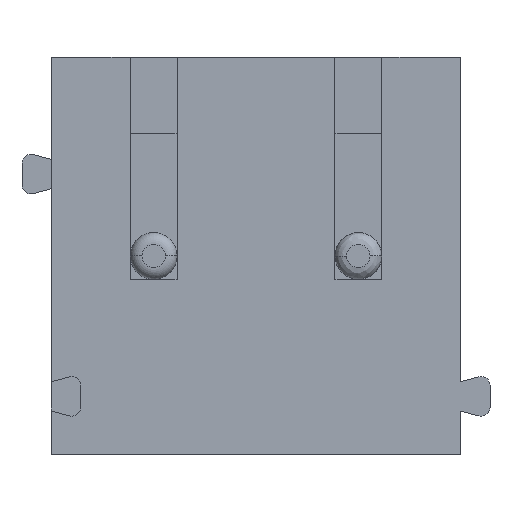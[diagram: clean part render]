
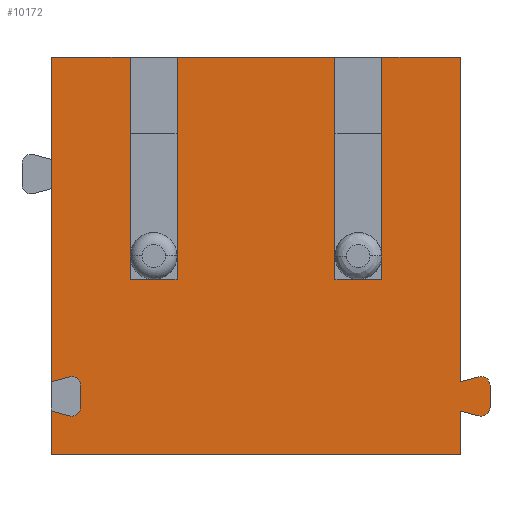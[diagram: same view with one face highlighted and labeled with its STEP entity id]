
A CAD part, front view. The second image highlights one B-rep face of the part: STEP entity #10172.
In plain terms, the highlighted planar face has unit normal (0, -1, 0).
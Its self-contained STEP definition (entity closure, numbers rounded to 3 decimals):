
#495=DIRECTION('',(1.,0.,0.));
#496=VECTOR('',#495,2.7);
#497=CARTESIAN_POINT('',(5.65,0.,0.));
#498=LINE('',#497,#496);
#502=DIRECTION('',(0.,0.,-1.));
#503=VECTOR('',#502,3.8);
#504=CARTESIAN_POINT('',(8.35,0.,0.));
#505=LINE('',#504,#503);
#509=DIRECTION('',(1.,0.,0.));
#510=VECTOR('',#509,0.8);
#511=CARTESIAN_POINT('',(8.35,0.,-3.8));
#512=LINE('',#511,#510);
#516=DIRECTION('',(1.,0.,0.));
#517=VECTOR('',#516,1.35);
#518=CARTESIAN_POINT('',(9.15,0.,0.));
#519=LINE('',#518,#517);
#523=DIRECTION('',(0.,0.,-1.));
#524=VECTOR('',#523,5.55);
#525=CARTESIAN_POINT('',(10.5,0.,0.));
#526=LINE('',#525,#524);
#530=DIRECTION('',(0.966,0.,0.259));
#531=VECTOR('',#530,0.322);
#532=CARTESIAN_POINT('',(10.5,0.,-5.55));
#533=LINE('',#532,#531);
#537=DIRECTION('',(0.,0.,-1.));
#538=VECTOR('',#537,0.377);
#539=CARTESIAN_POINT('',(11.,0.,-5.612));
#540=LINE('',#539,#538);
#544=DIRECTION('',(-0.966,0.,0.259));
#545=VECTOR('',#544,0.322);
#546=CARTESIAN_POINT('',(10.811,0.,-6.133));
#547=LINE('',#546,#545);
#551=DIRECTION('',(0.,0.,-1.));
#552=VECTOR('',#551,0.75);
#553=CARTESIAN_POINT('',(10.5,0.,-6.05));
#554=LINE('',#553,#552);
#558=DIRECTION('',(-1.,0.,0.));
#559=VECTOR('',#558,7.);
#560=CARTESIAN_POINT('',(10.5,0.,-6.8));
#561=LINE('',#560,#559);
#565=DIRECTION('',(0.966,0.,-0.259));
#566=VECTOR('',#565,0.322);
#567=CARTESIAN_POINT('',(3.5,0.,-6.05));
#568=LINE('',#567,#566);
#572=DIRECTION('',(0.,0.,1.));
#573=VECTOR('',#572,0.377);
#574=CARTESIAN_POINT('',(4.,0.,-5.988));
#575=LINE('',#574,#573);
#579=DIRECTION('',(-0.966,0.,-0.259));
#580=VECTOR('',#579,0.322);
#581=CARTESIAN_POINT('',(3.811,0.,-5.467));
#582=LINE('',#581,#580);
#586=DIRECTION('',(1.,0.,0.));
#587=VECTOR('',#586,1.35);
#588=CARTESIAN_POINT('',(3.5,0.,0.));
#589=LINE('',#588,#587);
#593=DIRECTION('',(0.,0.,-1.));
#594=VECTOR('',#593,3.8);
#595=CARTESIAN_POINT('',(4.85,0.,0.));
#596=LINE('',#595,#594);
#600=DIRECTION('',(1.,0.,0.));
#601=VECTOR('',#600,0.4);
#602=CARTESIAN_POINT('',(4.85,0.,-3.8));
#603=LINE('',#602,#601);
#607=DIRECTION('',(1.,0.,0.));
#608=VECTOR('',#607,0.4);
#609=CARTESIAN_POINT('',(5.25,0.,-3.8));
#610=LINE('',#609,#608);
#2557=CARTESIAN_POINT('',(10.85,0.,-5.612));
#2558=DIRECTION('',(0.,-1.,0.));
#2559=DIRECTION('',(1.,0.,0.));
#2560=AXIS2_PLACEMENT_3D('',#2557,#2558,#2559);
#2586=CARTESIAN_POINT('',(10.85,0.,-5.988));
#2587=DIRECTION('',(0.,-1.,0.));
#2588=DIRECTION('',(-0.259,0.,-0.966));
#2589=AXIS2_PLACEMENT_3D('',#2586,#2587,#2588);
#7061=DIRECTION('',(0.,0.,-1.));
#7062=VECTOR('',#7061,0.75);
#7063=CARTESIAN_POINT('',(3.5,0.,-6.05));
#7064=LINE('',#7063,#7062);
#7147=DIRECTION('',(0.,0.,-1.));
#7148=VECTOR('',#7147,5.55);
#7149=CARTESIAN_POINT('',(3.5,0.,0.));
#7150=LINE('',#7149,#7148);
#7198=CARTESIAN_POINT('',(3.85,0.,-5.988));
#7199=DIRECTION('',(0.,1.,0.));
#7200=DIRECTION('',(1.,0.,0.));
#7201=AXIS2_PLACEMENT_3D('',#7198,#7199,#7200);
#7220=CARTESIAN_POINT('',(3.85,0.,-5.612));
#7221=DIRECTION('',(0.,1.,0.));
#7222=DIRECTION('',(-0.259,0.,0.966));
#7223=AXIS2_PLACEMENT_3D('',#7220,#7221,#7222);
#7316=DIRECTION('',(0.,0.,-1.));
#7317=VECTOR('',#7316,3.8);
#7318=CARTESIAN_POINT('',(9.15,0.,0.));
#7319=LINE('',#7318,#7317);
#7556=DIRECTION('',(0.,0.,-1.));
#7557=VECTOR('',#7556,3.8);
#7558=CARTESIAN_POINT('',(5.65,0.,0.));
#7559=LINE('',#7558,#7557);
#8348=CARTESIAN_POINT('',(10.5,0.,-6.8));
#8349=CARTESIAN_POINT('',(3.5,0.,-6.8));
#8350=VERTEX_POINT('',#8348);
#8351=VERTEX_POINT('',#8349);
#8352=CARTESIAN_POINT('',(5.65,0.,0.));
#8353=CARTESIAN_POINT('',(8.35,0.,0.));
#8354=VERTEX_POINT('',#8352);
#8355=VERTEX_POINT('',#8353);
#8356=CARTESIAN_POINT('',(8.35,0.,-3.8));
#8357=VERTEX_POINT('',#8356);
#8358=CARTESIAN_POINT('',(9.15,0.,-3.8));
#8359=VERTEX_POINT('',#8358);
#8360=CARTESIAN_POINT('',(9.15,0.,0.));
#8361=VERTEX_POINT('',#8360);
#8362=CARTESIAN_POINT('',(10.5,0.,0.));
#8363=VERTEX_POINT('',#8362);
#8364=CARTESIAN_POINT('',(10.5,0.,-5.55));
#8365=VERTEX_POINT('',#8364);
#8366=CARTESIAN_POINT('',(10.811,0.,-5.467));
#8367=VERTEX_POINT('',#8366);
#8368=CARTESIAN_POINT('',(11.,0.,-5.612));
#8369=CARTESIAN_POINT('',(11.,0.,-5.988));
#8370=VERTEX_POINT('',#8368);
#8371=VERTEX_POINT('',#8369);
#8372=CARTESIAN_POINT('',(10.811,0.,-6.133));
#8373=CARTESIAN_POINT('',(10.5,0.,-6.05));
#8374=VERTEX_POINT('',#8372);
#8375=VERTEX_POINT('',#8373);
#8376=CARTESIAN_POINT('',(3.5,0.,-6.05));
#8377=VERTEX_POINT('',#8376);
#8378=CARTESIAN_POINT('',(3.811,0.,-6.133));
#8379=VERTEX_POINT('',#8378);
#8380=CARTESIAN_POINT('',(4.,0.,-5.988));
#8381=CARTESIAN_POINT('',(4.,0.,-5.612));
#8382=VERTEX_POINT('',#8380);
#8383=VERTEX_POINT('',#8381);
#8384=CARTESIAN_POINT('',(3.811,0.,-5.467));
#8385=CARTESIAN_POINT('',(3.5,0.,-5.55));
#8386=VERTEX_POINT('',#8384);
#8387=VERTEX_POINT('',#8385);
#8388=CARTESIAN_POINT('',(3.5,0.,0.));
#8389=VERTEX_POINT('',#8388);
#8390=CARTESIAN_POINT('',(4.85,0.,0.));
#8391=VERTEX_POINT('',#8390);
#8392=CARTESIAN_POINT('',(4.85,0.,-3.8));
#8393=VERTEX_POINT('',#8392);
#8394=CARTESIAN_POINT('',(5.25,0.,-3.8));
#8395=VERTEX_POINT('',#8394);
#8396=CARTESIAN_POINT('',(5.65,0.,-3.8));
#8397=VERTEX_POINT('',#8396);
#10116=CARTESIAN_POINT('',(0.25,0.,-3.4));
#10117=DIRECTION('',(0.,1.,0.));
#10118=DIRECTION('',(0.,0.,1.));
#10119=AXIS2_PLACEMENT_3D('',#10116,#10117,#10118);
#10120=PLANE('',#10119);
#10122=ORIENTED_EDGE('',*,*,#10121,.T.);
#10124=ORIENTED_EDGE('',*,*,#10123,.T.);
#10126=ORIENTED_EDGE('',*,*,#10125,.T.);
#10128=ORIENTED_EDGE('',*,*,#10127,.F.);
#10130=ORIENTED_EDGE('',*,*,#10129,.T.);
#10132=ORIENTED_EDGE('',*,*,#10131,.T.);
#10134=ORIENTED_EDGE('',*,*,#10133,.T.);
#10136=ORIENTED_EDGE('',*,*,#10135,.F.);
#10138=ORIENTED_EDGE('',*,*,#10137,.T.);
#10140=ORIENTED_EDGE('',*,*,#10139,.F.);
#10142=ORIENTED_EDGE('',*,*,#10141,.T.);
#10144=ORIENTED_EDGE('',*,*,#10143,.T.);
#10145=ORIENTED_EDGE('',*,*,#10106,.T.);
#10147=ORIENTED_EDGE('',*,*,#10146,.F.);
#10149=ORIENTED_EDGE('',*,*,#10148,.T.);
#10151=ORIENTED_EDGE('',*,*,#10150,.F.);
#10153=ORIENTED_EDGE('',*,*,#10152,.T.);
#10155=ORIENTED_EDGE('',*,*,#10154,.F.);
#10157=ORIENTED_EDGE('',*,*,#10156,.T.);
#10159=ORIENTED_EDGE('',*,*,#10158,.F.);
#10161=ORIENTED_EDGE('',*,*,#10160,.T.);
#10163=ORIENTED_EDGE('',*,*,#10162,.T.);
#10165=ORIENTED_EDGE('',*,*,#10164,.T.);
#10167=ORIENTED_EDGE('',*,*,#10166,.T.);
#10169=ORIENTED_EDGE('',*,*,#10168,.F.);
#10170=EDGE_LOOP('',(#10122,#10124,#10126,#10128,#10130,#10132,#10134,#10136,
#10138,#10140,#10142,#10144,#10145,#10147,#10149,#10151,#10153,#10155,#10157,
#10159,#10161,#10163,#10165,#10167,#10169));
#10171=FACE_OUTER_BOUND('',#10170,.F.);
#10172=ADVANCED_FACE('',(#10171),#10120,.F.);
#2561=CIRCLE('',#2560,0.15);
#2590=CIRCLE('',#2589,0.15);
#7202=CIRCLE('',#7201,0.15);
#7224=CIRCLE('',#7223,0.15);
#10106=EDGE_CURVE('',#8350,#8351,#561,.T.);
#10121=EDGE_CURVE('',#8354,#8355,#498,.T.);
#10123=EDGE_CURVE('',#8355,#8357,#505,.T.);
#10125=EDGE_CURVE('',#8357,#8359,#512,.T.);
#10127=EDGE_CURVE('',#8361,#8359,#7319,.T.);
#10129=EDGE_CURVE('',#8361,#8363,#519,.T.);
#10131=EDGE_CURVE('',#8363,#8365,#526,.T.);
#10133=EDGE_CURVE('',#8365,#8367,#533,.T.);
#10135=EDGE_CURVE('',#8370,#8367,#2561,.T.);
#10137=EDGE_CURVE('',#8370,#8371,#540,.T.);
#10139=EDGE_CURVE('',#8374,#8371,#2590,.T.);
#10141=EDGE_CURVE('',#8374,#8375,#547,.T.);
#10143=EDGE_CURVE('',#8375,#8350,#554,.T.);
#10146=EDGE_CURVE('',#8377,#8351,#7064,.T.);
#10148=EDGE_CURVE('',#8377,#8379,#568,.T.);
#10150=EDGE_CURVE('',#8382,#8379,#7202,.T.);
#10152=EDGE_CURVE('',#8382,#8383,#575,.T.);
#10154=EDGE_CURVE('',#8386,#8383,#7224,.T.);
#10156=EDGE_CURVE('',#8386,#8387,#582,.T.);
#10158=EDGE_CURVE('',#8389,#8387,#7150,.T.);
#10160=EDGE_CURVE('',#8389,#8391,#589,.T.);
#10162=EDGE_CURVE('',#8391,#8393,#596,.T.);
#10164=EDGE_CURVE('',#8393,#8395,#603,.T.);
#10166=EDGE_CURVE('',#8395,#8397,#610,.T.);
#10168=EDGE_CURVE('',#8354,#8397,#7559,.T.);
